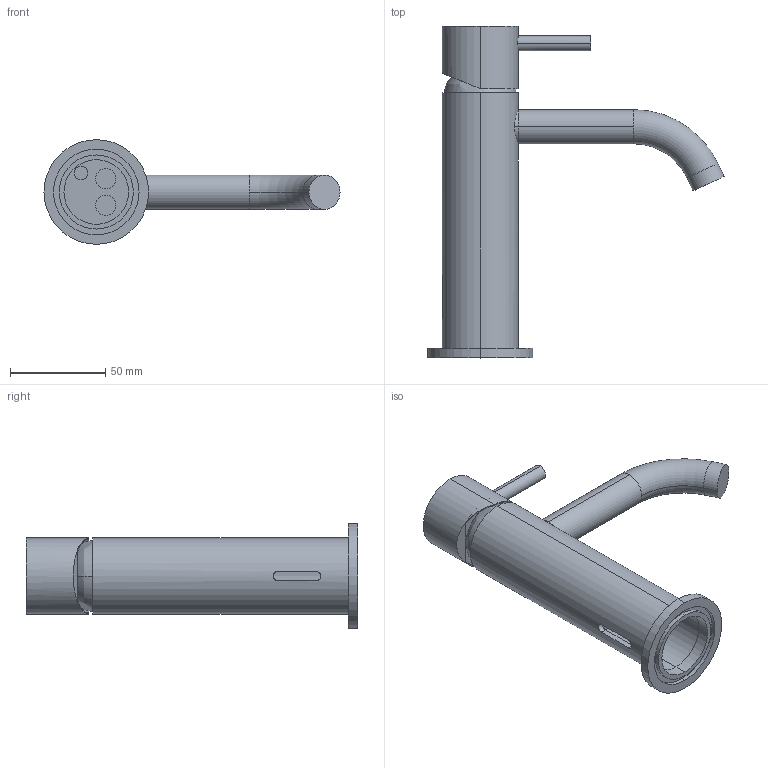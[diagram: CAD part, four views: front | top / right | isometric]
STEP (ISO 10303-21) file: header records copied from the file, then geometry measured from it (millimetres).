
FILE_DESCRIPTION (( 'STEP AP214' ), '1' );
FILE_NAME ('lavabo 15032.STEP', '2023-10-06T15:54:23', ( '' ), ( '' ), 'SwSTEP 2.0', 'SolidWorks 2018', '' );
FILE_SCHEMA (( 'AUTOMOTIVE_DESIGN' ));
Length unit declared in the file: millimetre
Products named in the file (1): lavabo 15032
Bounding box: 155.66 x 174.5 x 55 mm (x, y, z)
Surface area: 44891.3 mm2 (no closed solid volume)
Topology: 0 solids, 5 shells, 49 faces, 115 edges, 78 vertices
Faces by surface type: cylinder 29, plane 16, bspline 2, torus 2
Entity records: 2286 total; most frequent: CARTESIAN_POINT 589, DIRECTION 255, ORIENTED_EDGE 208, EDGE_CURVE 115, AXIS2_PLACEMENT_3D 112, VERTEX_POINT 78, CIRCLE 64, EDGE_LOOP 62
